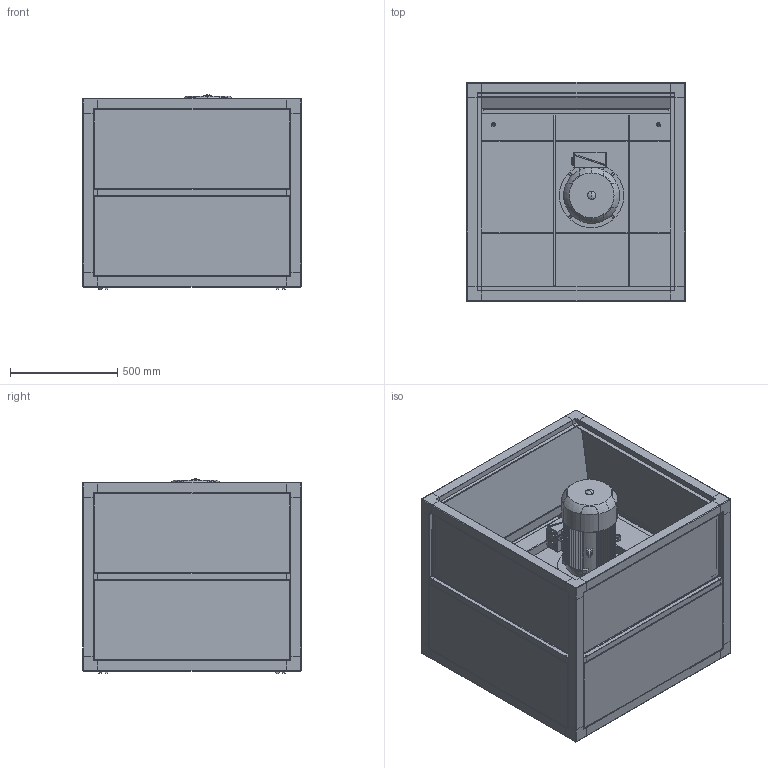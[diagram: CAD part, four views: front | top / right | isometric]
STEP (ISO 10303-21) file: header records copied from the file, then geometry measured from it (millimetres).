
FILE_DESCRIPTION (( 'STEP AP203' ), '1' );
FILE_NAME ('Gr.1_Ventilator_Radial.STEP', '2020-03-06T07:33:24', ( '' ), ( '' ), 'SwSTEP 2.0', 'SolidWorks 2019', '' );
FILE_SCHEMA (( 'CONFIG_CONTROL_DESIGN' ));
Products named in the file (1): Gr.1_Ventilator_Radial
Bounding box: 1020 x 1020 x 909.08 mm (x, y, z)
Volume: 97866765 mm3; surface area: 19377142 mm2
Topology: 25 solids, 25 shells, 2659 faces, 7034 edges, 4313 vertices
Faces by surface type: plane 1548, cylinder 617, bspline 324, torus 125, cone 45
Entity records: 104561 total; most frequent: CARTESIAN_POINT 41069, ORIENTED_EDGE 14044, DIRECTION 12221, EDGE_CURVE 7022, LINE 4437, VECTOR 4437, VERTEX_POINT 4313, AXIS2_PLACEMENT_3D 3892
